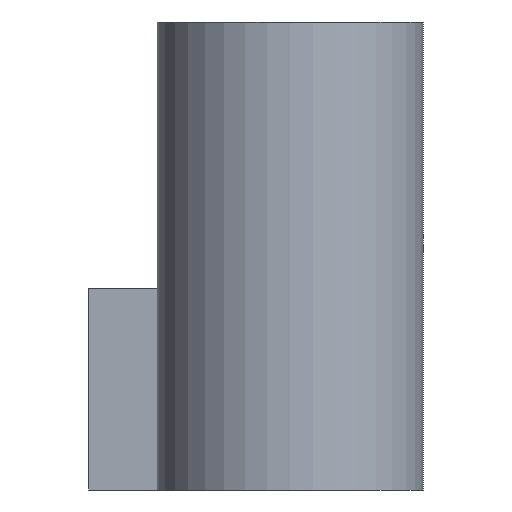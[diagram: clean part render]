
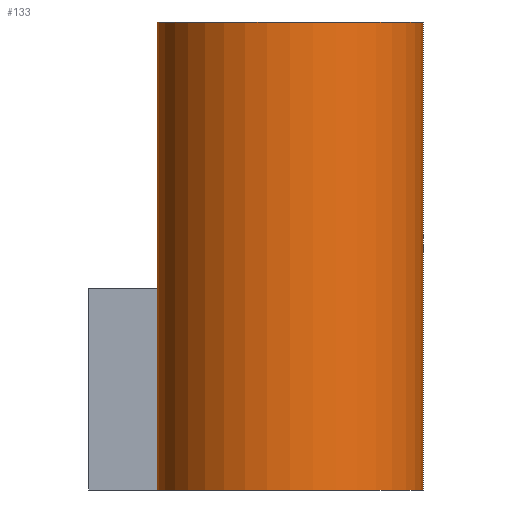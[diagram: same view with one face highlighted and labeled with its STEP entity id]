
A CAD part, left-side view. The second image highlights one B-rep face of the part: STEP entity #133.
In plain terms, the highlighted cylindrical face has radius 33 mm (diameter 66 mm), a full revolution.
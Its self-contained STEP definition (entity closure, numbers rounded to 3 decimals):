
#13=CIRCLE('',#158,33.);
#14=CIRCLE('',#159,33.);
#15=CYLINDRICAL_SURFACE('',#157,33.);
#26=FACE_OUTER_BOUND('',#35,.T.);
#35=EDGE_LOOP('',(#113,#114,#115,#116));
#50=LINE('',#230,#63);
#63=VECTOR('',#192,33.);
#72=VERTEX_POINT('',#227);
#73=VERTEX_POINT('',#229);
#86=EDGE_CURVE('',#72,#72,#13,.T.);
#87=EDGE_CURVE('',#72,#73,#50,.T.);
#88=EDGE_CURVE('',#73,#73,#14,.T.);
#113=ORIENTED_EDGE('',*,*,#86,.F.);
#114=ORIENTED_EDGE('',*,*,#87,.T.);
#115=ORIENTED_EDGE('',*,*,#88,.T.);
#116=ORIENTED_EDGE('',*,*,#87,.F.);
#133=ADVANCED_FACE('',(#26),#15,.T.);
#157=AXIS2_PLACEMENT_3D('',#226,#188,#189);
#158=AXIS2_PLACEMENT_3D('',#228,#190,#191);
#159=AXIS2_PLACEMENT_3D('',#231,#193,#194);
#188=DIRECTION('center_axis',(0.,0.,1.));
#189=DIRECTION('ref_axis',(1.,0.,0.));
#190=DIRECTION('center_axis',(0.,0.,1.));
#191=DIRECTION('ref_axis',(1.,0.,0.));
#192=DIRECTION('',(0.,0.,-1.));
#193=DIRECTION('center_axis',(0.,0.,1.));
#194=DIRECTION('ref_axis',(1.,0.,0.));
#226=CARTESIAN_POINT('Origin',(-100.,0.,0.));
#227=CARTESIAN_POINT('',(-133.,0.,116.));
#228=CARTESIAN_POINT('Origin',(-100.,0.,116.));
#229=CARTESIAN_POINT('',(-133.,0.,0.));
#230=CARTESIAN_POINT('',(-133.,0.,0.));
#231=CARTESIAN_POINT('Origin',(-100.,0.,0.));
